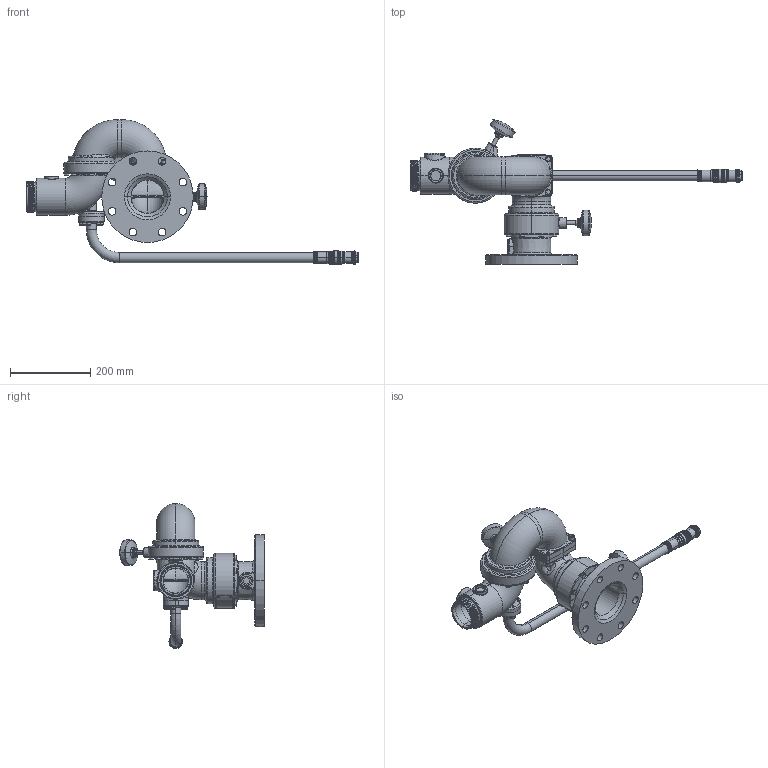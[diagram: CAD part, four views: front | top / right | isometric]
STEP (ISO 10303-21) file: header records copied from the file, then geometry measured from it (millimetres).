
FILE_DESCRIPTION((''),'2;1');
FILE_NAME('D43128_SW0001','2014-04-01T',('cleon'),(''),'PRO/ENGINEER BY PARAMETRIC TECHNOLOGY CORPORATION, 2011180','PRO/ENGINEER BY PARAMETRIC TECHNOLOGY CORPORATION, 2011180','');
FILE_SCHEMA(('CONFIG_CONTROL_DESIGN'));
Length unit declared in the file: inch
Products named in the file (1): D43128_SW0001
Bounding box: 826.29 x 360.25 x 360.58 mm (x, y, z)
Surface area: 766294.4 mm2 (no closed solid volume)
Topology: 0 solids, 105 shells, 1099 faces, 3275 edges, 2231 vertices
Faces by surface type: plane 316, cylinder 242, cone 218, torus 156, bspline 141, sphere 26
Entity records: 48638 total; most frequent: CARTESIAN_POINT 20134, DIRECTION 6172, ORIENTED_EDGE 5393, EDGE_CURVE 3270, AXIS2_PLACEMENT_3D 2622, VERTEX_POINT 2231, CIRCLE 1664, EDGE_LOOP 1220
